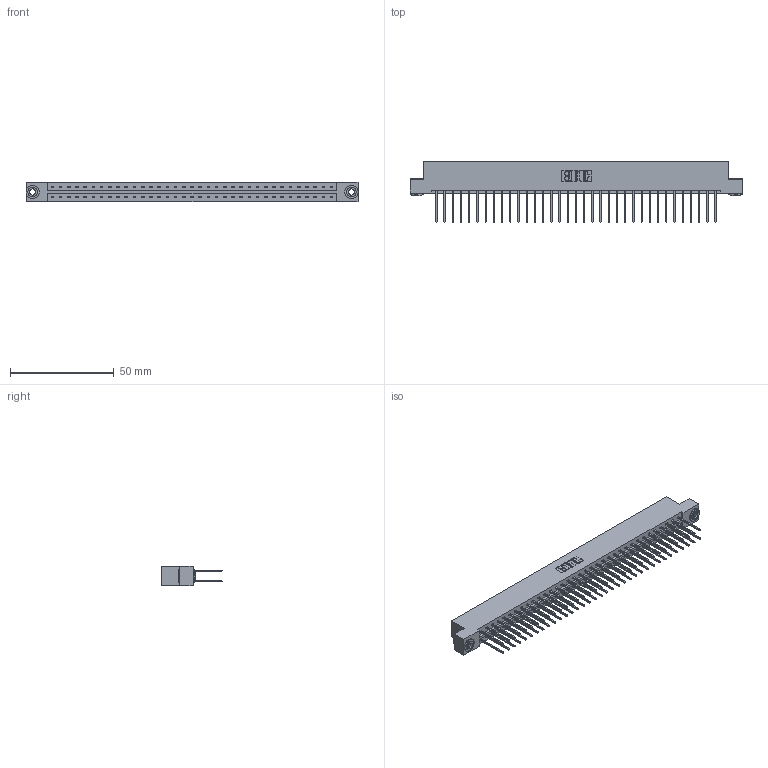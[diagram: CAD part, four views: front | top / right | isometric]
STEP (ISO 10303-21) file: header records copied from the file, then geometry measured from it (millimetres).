
FILE_DESCRIPTION (( 'STEP AP203' ), '1' );
FILE_NAME ('333-070-540-203.STEP', '2018-08-04T14:41:29', ( '' ), ( '' ), 'SwSTEP 2.0', 'SolidWorks 2016', '' );
FILE_SCHEMA (( 'CONFIG_CONTROL_DESIGN' ));
Length unit declared in the file: inch
Products named in the file (4): 333 Part_Flush - .156 Dia - TH; 345-292-001_345-293-140; 345-250-002_345-250-002-102; 333-070-540-203
Assembly tree (73 placements, depth 2):
  333-070-540-203
    333 Part_Flush - .156 Dia - TH
    345-292-001_345-293-140  x70
    345-250-002_345-250-002-102  x2
Bounding box: 160.22 x 29.47 x 9.4 mm (x, y, z)
Volume: 16577.2 mm3; surface area: 21046.7 mm2
Topology: 73 solids, 73 shells, 3792 faces, 11237 edges, 7394 vertices
Faces by surface type: plane 2600, cylinder 1184, cone 8
Entity records: 24090 total; most frequent: CARTESIAN_POINT 3977, ORIENTED_EDGE 3906, DIRECTION 3443, EDGE_CURVE 1953, LINE 1801, VECTOR 1801, VERTEX_POINT 1298, AXIS2_PLACEMENT_3D 821
